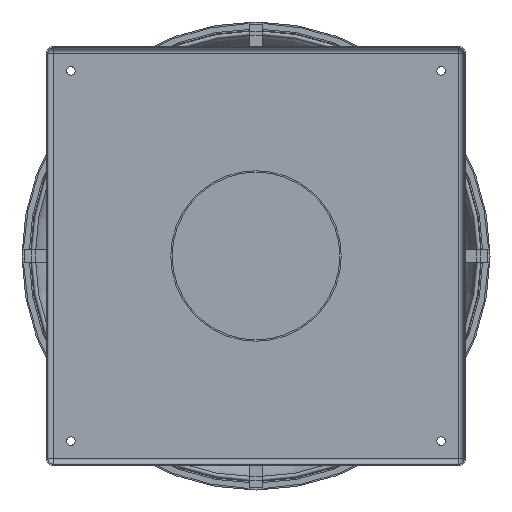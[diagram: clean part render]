
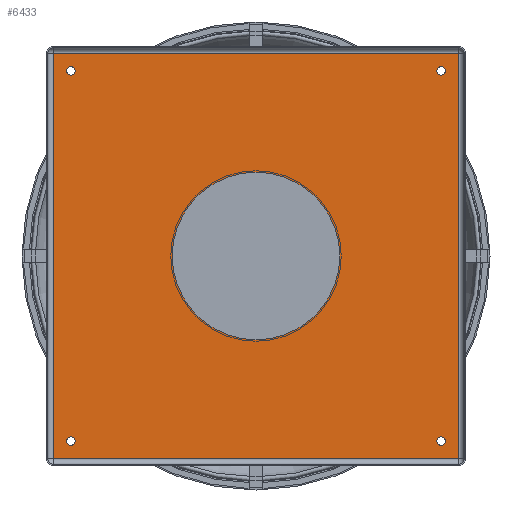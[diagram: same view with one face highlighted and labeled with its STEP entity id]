
A CAD part, front view. The second image highlights one B-rep face of the part: STEP entity #6433.
In plain terms, the highlighted planar face has unit normal (0, -1, 0).
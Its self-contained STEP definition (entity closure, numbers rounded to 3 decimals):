
#30 = EDGE_LOOP ( 'NONE', ( #6449, #6444, #6440, #6436 ) ) ;
#44 = ORIENTED_EDGE ( 'NONE', *, *, #2154, .T. ) ;
#45 = EDGE_LOOP ( 'NONE', ( #48, #44 ) ) ;
#46 = ORIENTED_EDGE ( 'NONE', *, *, #2082, .T. ) ;
#47 = EDGE_LOOP ( 'NONE', ( #51, #46 ) ) ;
#48 = ORIENTED_EDGE ( 'NONE', *, *, #49, .T. ) ;
#49 = EDGE_CURVE ( 'NONE', #2156, #2155, #2335, .T. ) ;
#50 = EDGE_CURVE ( 'NONE', #2084, #2083, #2330, .T. ) ;
#51 = ORIENTED_EDGE ( 'NONE', *, *, #50, .T. ) ;
#52 = EDGE_CURVE ( 'NONE', #2100, #2099, #2325, .T. ) ;
#53 = ORIENTED_EDGE ( 'NONE', *, *, #2098, .T. ) ;
#2046 = EDGE_CURVE ( 'NONE', #2047, #2104, #5886, .T. ) ;
#2047 = VERTEX_POINT ( 'NONE', #5938 ) ;
#2082 = EDGE_CURVE ( 'NONE', #2083, #2084, #5986, .T. ) ;
#2083 = VERTEX_POINT ( 'NONE', #5978 ) ;
#2084 = VERTEX_POINT ( 'NONE', #5977 ) ;
#2098 = EDGE_CURVE ( 'NONE', #2099, #2100, #6017, .T. ) ;
#2099 = VERTEX_POINT ( 'NONE', #6007 ) ;
#2100 = VERTEX_POINT ( 'NONE', #6006 ) ;
#2104 = VERTEX_POINT ( 'NONE', #6064 ) ;
#2114 = EDGE_CURVE ( 'NONE', #2115, #2116, #6047, .T. ) ;
#2115 = VERTEX_POINT ( 'NONE', #6039 ) ;
#2116 = VERTEX_POINT ( 'NONE', #6038 ) ;
#2154 = EDGE_CURVE ( 'NONE', #2155, #2156, #6103, .T. ) ;
#2155 = VERTEX_POINT ( 'NONE', #6157 ) ;
#2156 = VERTEX_POINT ( 'NONE', #6156 ) ;
#2321 = DIRECTION ( 'NONE',  ( 0., 0., 1. ) ) ;
#2322 = DIRECTION ( 'NONE',  ( 0., 1., 0. ) ) ;
#2323 = CARTESIAN_POINT ( 'NONE',  ( -132.5, -1., 132.5 ) ) ;
#2324 = AXIS2_PLACEMENT_3D ( 'NONE', #2323, #2322, #2321 ) ;
#2325 = CIRCLE ( 'NONE', #2324, 3. ) ;
#2326 = DIRECTION ( 'NONE',  ( 0., 0., 1. ) ) ;
#2327 = DIRECTION ( 'NONE',  ( 0., 1., 0. ) ) ;
#2328 = CARTESIAN_POINT ( 'NONE',  ( 132.5, -1., 132.5 ) ) ;
#2329 = AXIS2_PLACEMENT_3D ( 'NONE', #2328, #2327, #2326 ) ;
#2330 = CIRCLE ( 'NONE', #2329, 3. ) ;
#2331 = DIRECTION ( 'NONE',  ( 0., 0., 1. ) ) ;
#2332 = DIRECTION ( 'NONE',  ( 0., 1., 0. ) ) ;
#2333 = CARTESIAN_POINT ( 'NONE',  ( 132.5, -1., -132.5 ) ) ;
#2334 = AXIS2_PLACEMENT_3D ( 'NONE', #2333, #2332, #2331 ) ;
#2335 = CIRCLE ( 'NONE', #2334, 3. ) ;
#5879 = CARTESIAN_POINT ( 'NONE',  ( 0., -1., 0. ) ) ;
#5880 = AXIS2_PLACEMENT_3D ( 'NONE', #5879, #5940, #5939 ) ;
#5886 = CIRCLE ( 'NONE', #5880, 60. ) ;
#5938 = CARTESIAN_POINT ( 'NONE',  ( 0., -1., -60. ) ) ;
#5939 = DIRECTION ( 'NONE',  ( 0., 0., 1. ) ) ;
#5940 = DIRECTION ( 'NONE',  ( 0., 1., 0. ) ) ;
#5977 = CARTESIAN_POINT ( 'NONE',  ( 132.5, -1., 135.5 ) ) ;
#5978 = CARTESIAN_POINT ( 'NONE',  ( 132.5, -1., 129.5 ) ) ;
#5979 = DIRECTION ( 'NONE',  ( 0., 0., 1. ) ) ;
#5980 = DIRECTION ( 'NONE',  ( 0., 1., 0. ) ) ;
#5981 = CARTESIAN_POINT ( 'NONE',  ( 132.5, -1., 132.5 ) ) ;
#5982 = AXIS2_PLACEMENT_3D ( 'NONE', #5981, #5980, #5979 ) ;
#5986 = CIRCLE ( 'NONE', #5982, 3. ) ;
#6006 = CARTESIAN_POINT ( 'NONE',  ( -132.5, -1., 135.5 ) ) ;
#6007 = CARTESIAN_POINT ( 'NONE',  ( -132.5, -1., 129.5 ) ) ;
#6008 = DIRECTION ( 'NONE',  ( 0., 0., 1. ) ) ;
#6009 = DIRECTION ( 'NONE',  ( 0., 1., 0. ) ) ;
#6010 = CARTESIAN_POINT ( 'NONE',  ( -132.5, -1., 132.5 ) ) ;
#6011 = AXIS2_PLACEMENT_3D ( 'NONE', #6010, #6009, #6008 ) ;
#6017 = CIRCLE ( 'NONE', #6011, 3. ) ;
#6038 = CARTESIAN_POINT ( 'NONE',  ( -132.5, -1., -129.5 ) ) ;
#6039 = CARTESIAN_POINT ( 'NONE',  ( -132.5, -1., -135.5 ) ) ;
#6040 = DIRECTION ( 'NONE',  ( 0., 0., 1. ) ) ;
#6041 = DIRECTION ( 'NONE',  ( 0., 1., 0. ) ) ;
#6042 = CARTESIAN_POINT ( 'NONE',  ( -132.5, -1., -132.5 ) ) ;
#6043 = AXIS2_PLACEMENT_3D ( 'NONE', #6042, #6041, #6040 ) ;
#6047 = CIRCLE ( 'NONE', #6043, 3. ) ;
#6064 = CARTESIAN_POINT ( 'NONE',  ( 0., -1., 60. ) ) ;
#6096 = CARTESIAN_POINT ( 'NONE',  ( 132.5, -1., -132.5 ) ) ;
#6097 = AXIS2_PLACEMENT_3D ( 'NONE', #6096, #6159, #6158 ) ;
#6103 = CIRCLE ( 'NONE', #6097, 3. ) ;
#6156 = CARTESIAN_POINT ( 'NONE',  ( 132.5, -1., -129.5 ) ) ;
#6157 = CARTESIAN_POINT ( 'NONE',  ( 132.5, -1., -135.5 ) ) ;
#6158 = DIRECTION ( 'NONE',  ( 0., 0., 1. ) ) ;
#6159 = DIRECTION ( 'NONE',  ( 0., 1., 0. ) ) ;
#6253 = FACE_OUTER_BOUND ( 'NONE', #30, .T. ) ;
#6254 = FACE_BOUND ( 'NONE', #45, .T. ) ;
#6255 = FACE_BOUND ( 'NONE', #47, .T. ) ;
#6256 = FACE_BOUND ( 'NONE', #6425, .T. ) ;
#6257 = FACE_BOUND ( 'NONE', #6429, .T. ) ;
#6258 = FACE_BOUND ( 'NONE', #6432, .T. ) ;
#6259 = DIRECTION ( 'NONE',  ( 0., 0., 1. ) ) ;
#6260 = DIRECTION ( 'NONE',  ( 0., 1., 0. ) ) ;
#6261 = CARTESIAN_POINT ( 'NONE',  ( 0., -1., 0. ) ) ;
#6262 = AXIS2_PLACEMENT_3D ( 'NONE', #6261, #6260, #6259 ) ;
#6263 = CIRCLE ( 'NONE', #6262, 60. ) ;
#6264 = DIRECTION ( 'NONE',  ( 0., 0., 1. ) ) ;
#6265 = DIRECTION ( 'NONE',  ( 0., 1., 0. ) ) ;
#6266 = CARTESIAN_POINT ( 'NONE',  ( -132.5, -1., -132.5 ) ) ;
#6267 = AXIS2_PLACEMENT_3D ( 'NONE', #6266, #6265, #6264 ) ;
#6268 = CIRCLE ( 'NONE', #6267, 3. ) ;
#6286 = CARTESIAN_POINT ( 'NONE',  ( 145., -1., 145. ) ) ;
#6287 = DIRECTION ( 'NONE',  ( 0., 0., -1. ) ) ;
#6288 = VECTOR ( 'NONE', #6287, 1000. ) ;
#6289 = CARTESIAN_POINT ( 'NONE',  ( 145., -1., 150. ) ) ;
#6290 = LINE ( 'NONE', #6289, #6288 ) ;
#6291 = CARTESIAN_POINT ( 'NONE',  ( 145., -1., -145. ) ) ;
#6292 = CARTESIAN_POINT ( 'NONE',  ( -145., -1., 145. ) ) ;
#6293 = DIRECTION ( 'NONE',  ( 1., 0., 0. ) ) ;
#6294 = VECTOR ( 'NONE', #6293, 1000. ) ;
#6295 = CARTESIAN_POINT ( 'NONE',  ( -150., -1., 145. ) ) ;
#6296 = LINE ( 'NONE', #6295, #6294 ) ;
#6297 = DIRECTION ( 'NONE',  ( 0., 0., 1. ) ) ;
#6298 = VECTOR ( 'NONE', #6297, 1000. ) ;
#6299 = CARTESIAN_POINT ( 'NONE',  ( -145., -1., 150. ) ) ;
#6300 = LINE ( 'NONE', #6299, #6298 ) ;
#6301 = CARTESIAN_POINT ( 'NONE',  ( -145., -1., -145. ) ) ;
#6302 = DIRECTION ( 'NONE',  ( -1., 0., 0. ) ) ;
#6303 = VECTOR ( 'NONE', #6302, 1000. ) ;
#6304 = CARTESIAN_POINT ( 'NONE',  ( -150., -1., -145. ) ) ;
#6305 = LINE ( 'NONE', #6304, #6303 ) ;
#6311 = DIRECTION ( 'NONE',  ( 0., 0., 1. ) ) ;
#6312 = DIRECTION ( 'NONE',  ( 0., 1., 0. ) ) ;
#6313 = CARTESIAN_POINT ( 'NONE',  ( -150., -1., 150. ) ) ;
#6314 = AXIS2_PLACEMENT_3D ( 'NONE', #6313, #6312, #6311 ) ;
#6315 = PLANE ( 'NONE',  #6314 ) ;
#6424 = ORIENTED_EDGE ( 'NONE', *, *, #2114, .T. ) ;
#6425 = EDGE_LOOP ( 'NONE', ( #6475, #53 ) ) ;
#6426 = ORIENTED_EDGE ( 'NONE', *, *, #6427, .T. ) ;
#6427 = EDGE_CURVE ( 'NONE', #2116, #2115, #6268, .T. ) ;
#6428 = ORIENTED_EDGE ( 'NONE', *, *, #2046, .T. ) ;
#6429 = EDGE_LOOP ( 'NONE', ( #6426, #6424 ) ) ;
#6430 = EDGE_CURVE ( 'NONE', #2104, #2047, #6263, .T. ) ;
#6431 = ORIENTED_EDGE ( 'NONE', *, *, #6430, .T. ) ;
#6432 = EDGE_LOOP ( 'NONE', ( #6431, #6428 ) ) ;
#6433 = ADVANCED_FACE ( 'NONE', ( #6258, #6257, #6256, #6255, #6254, #6253 ), #6315, .F. ) ;
#6436 = ORIENTED_EDGE ( 'NONE', *, *, #6438, .F. ) ;
#6438 = EDGE_CURVE ( 'NONE', #6445, #6439, #6305, .T. ) ;
#6439 = VERTEX_POINT ( 'NONE', #6301 ) ;
#6440 = ORIENTED_EDGE ( 'NONE', *, *, #6441, .F. ) ;
#6441 = EDGE_CURVE ( 'NONE', #6439, #6443, #6300, .T. ) ;
#6442 = EDGE_CURVE ( 'NONE', #6443, #6450, #6296, .T. ) ;
#6443 = VERTEX_POINT ( 'NONE', #6292 ) ;
#6444 = ORIENTED_EDGE ( 'NONE', *, *, #6442, .F. ) ;
#6445 = VERTEX_POINT ( 'NONE', #6291 ) ;
#6448 = EDGE_CURVE ( 'NONE', #6450, #6445, #6290, .T. ) ;
#6449 = ORIENTED_EDGE ( 'NONE', *, *, #6448, .F. ) ;
#6450 = VERTEX_POINT ( 'NONE', #6286 ) ;
#6475 = ORIENTED_EDGE ( 'NONE', *, *, #52, .T. ) ;
